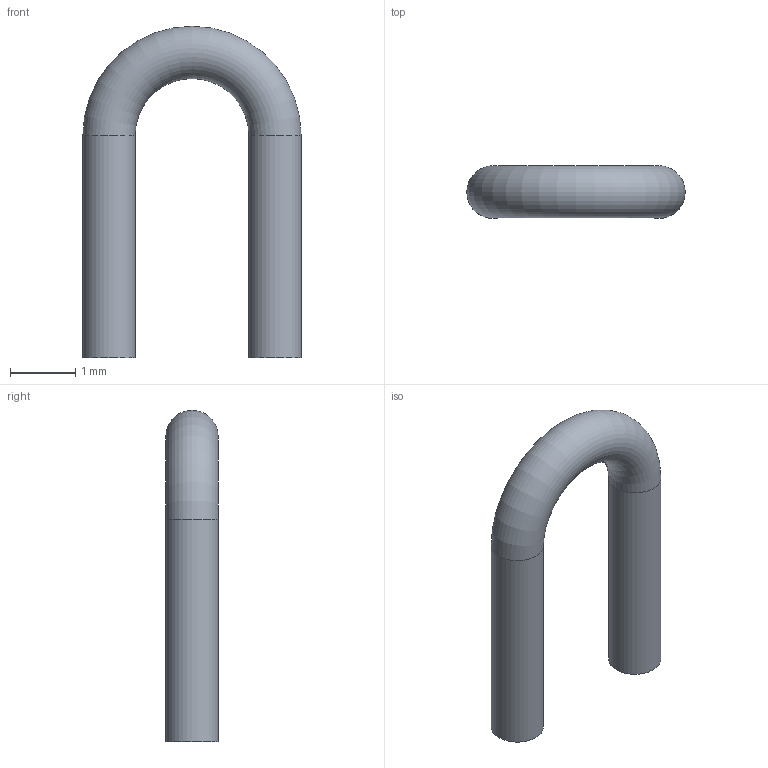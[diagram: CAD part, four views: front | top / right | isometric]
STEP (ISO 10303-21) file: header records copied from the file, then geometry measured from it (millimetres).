
FILE_DESCRIPTION(('FreeCAD Model'),'2;1');
FILE_NAME('TestPoint_Bridge_Pitch2.54mm_Drill1.0mm.step','2017-09-16T22:17:41',( 'kicad StepUp'),('ksu MCAD'),'Open CASCADE STEP processor 7.1', 'FreeCAD','Unknown');
FILE_SCHEMA(('AUTOMOTIVE_DESIGN { 1 0 10303 214 1 1 1 1 }'));
Length unit declared in the file: millimetre
Products named in the file (1): TestPoint_Bridge_Pitch2.54mm_Drill1.0mm
Bounding box: 3.34 x 0.8 x 5.07 mm (x, y, z)
Volume: 5.4 mm3; surface area: 28.1 mm2
Topology: 1 solids, 1 shells, 5 faces, 7 edges, 4 vertices
Faces by surface type: plane 2, cylinder 2, torus 1
Full cylindrical faces by diameter (mm): 0.8 x2
Entity records: 131 total; most frequent: DIRECTION 24, CARTESIAN_POINT 17, ORIENTED_EDGE 14, AXIS2_PLACEMENT_3D 11, EDGE_CURVE 7, ADVANCED_FACE 5, FACE_BOUND 5, EDGE_LOOP 5
